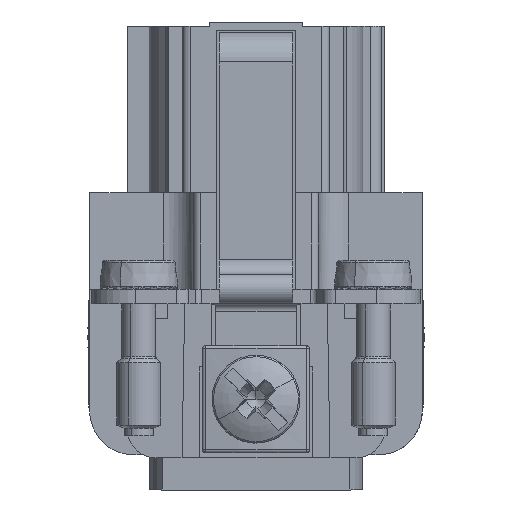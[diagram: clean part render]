
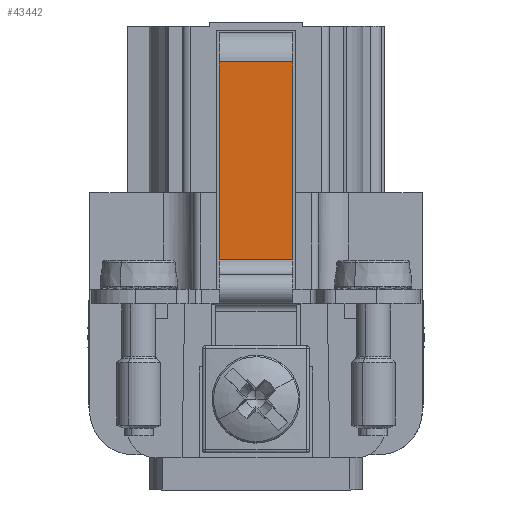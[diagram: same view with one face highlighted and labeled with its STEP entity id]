
A CAD part, front view. The second image highlights one B-rep face of the part: STEP entity #43442.
In plain terms, the highlighted planar face has unit normal (0, -1, 0).
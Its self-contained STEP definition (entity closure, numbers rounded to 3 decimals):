
#43415=AXIS2_PLACEMENT_3D('Plane Axis2P3D',#43412,#43413,#43414) ;
#43377=CARTESIAN_POINT('Line Origine',(11.479,8.3,29.22)) ;
#43381=CARTESIAN_POINT('Vertex',(13.979,8.3,29.22)) ;
#43383=CARTESIAN_POINT('Vertex',(8.979,8.3,29.22)) ;
#43412=CARTESIAN_POINT('Axis2P3D Location',(11.479,8.3,29.22)) ;
#43417=CARTESIAN_POINT('Line Origine',(11.479,8.3,15.72)) ;
#43421=CARTESIAN_POINT('Vertex',(13.979,8.3,15.72)) ;
#43423=CARTESIAN_POINT('Vertex',(8.979,8.3,15.72)) ;
#43426=CARTESIAN_POINT('Line Origine',(13.979,8.3,22.47)) ;
#43431=CARTESIAN_POINT('Line Origine',(8.979,8.3,22.47)) ;
#43378=DIRECTION('Vector Direction',(-1.,0.,0.)) ;
#43413=DIRECTION('Axis2P3D Direction',(0.,1.,0.)) ;
#43414=DIRECTION('Axis2P3D XDirection',(0.,0.,-1.)) ;
#43418=DIRECTION('Vector Direction',(-1.,0.,0.)) ;
#43427=DIRECTION('Vector Direction',(0.,0.,-1.)) ;
#43432=DIRECTION('Vector Direction',(0.,0.,-1.)) ;
#43379=VECTOR('Line Direction',#43378,1.) ;
#43419=VECTOR('Line Direction',#43418,1.) ;
#43428=VECTOR('Line Direction',#43427,1.) ;
#43433=VECTOR('Line Direction',#43432,1.) ;
#43437=ORIENTED_EDGE('',*,*,#43425,.F.) ;
#43438=ORIENTED_EDGE('',*,*,#43430,.T.) ;
#43439=ORIENTED_EDGE('',*,*,#43385,.T.) ;
#43440=ORIENTED_EDGE('',*,*,#43435,.F.) ;
#43442=ADVANCED_FACE('Hauptk\X2\00F6\X0\rper',(#43441),#43416,.F.) ;
#43385=EDGE_CURVE('',#43382,#43384,#43380,.T.) ;
#43425=EDGE_CURVE('',#43422,#43424,#43420,.T.) ;
#43430=EDGE_CURVE('',#43422,#43382,#43429,.F.) ;
#43435=EDGE_CURVE('',#43424,#43384,#43434,.F.) ;
#43436=EDGE_LOOP('',(#43437,#43438,#43439,#43440)) ;
#43441=FACE_OUTER_BOUND('',#43436,.T.) ;
#43380=LINE('Line',#43377,#43379) ;
#43420=LINE('Line',#43417,#43419) ;
#43429=LINE('Line',#43426,#43428) ;
#43434=LINE('Line',#43431,#43433) ;
#43416=PLANE('',#43415) ;
#43382=VERTEX_POINT('',#43381) ;
#43384=VERTEX_POINT('',#43383) ;
#43422=VERTEX_POINT('',#43421) ;
#43424=VERTEX_POINT('',#43423) ;
